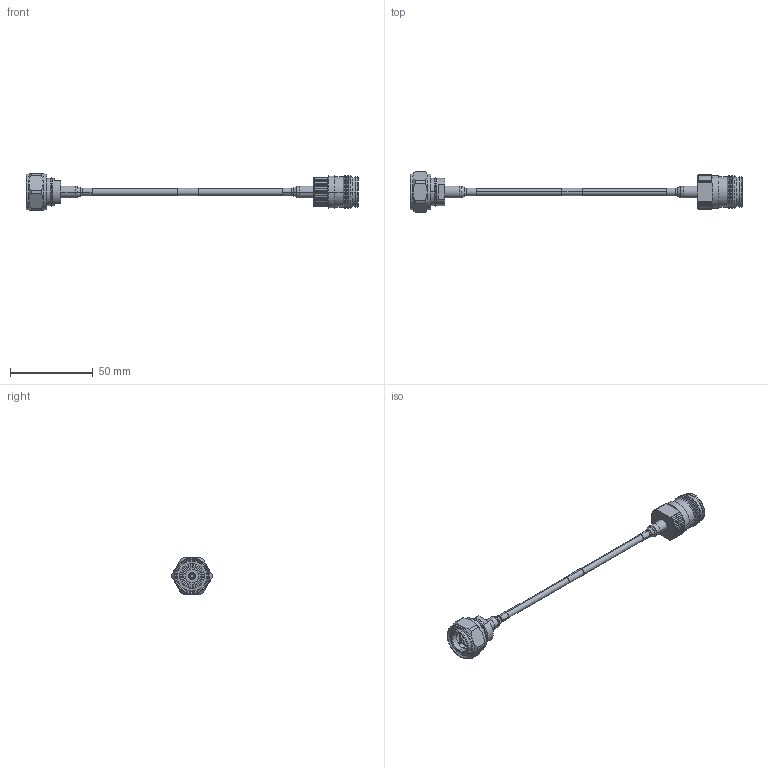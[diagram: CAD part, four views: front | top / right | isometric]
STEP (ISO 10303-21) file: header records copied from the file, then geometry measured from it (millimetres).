
FILE_DESCRIPTION (( 'STEP AP214' ), '1' );
FILE_NAME ('PE3C7986.STEP', '2021-04-08T21:43:14', ( '' ), ( '' ), 'SwSTEP 2.0', 'SolidWorks 2020', '' );
FILE_SCHEMA (( 'AUTOMOTIVE_DESIGN' ));
Length unit declared in the file: inch
Products named in the file (5): TC-402-4310F-LP-PE; TFT-402-LF_WITH LABEL; TFT-402-MA1; PE3C7986; TC-402-4310M-LP-PE_no parts
Assembly tree (5 placements, depth 2):
  PE3C7986
    TFT-402-LF_WITH LABEL
    TFT-402-MA1  x2
    TC-402-4310F-LP-PE
    TC-402-4310M-LP-PE_no parts
Bounding box: 201.2 x 24.49 x 22 mm (x, y, z)
Volume: 13253.8 mm3; surface area: 12344.4 mm2
Topology: 9 solids, 9 shells, 599 faces, 1487 edges, 933 vertices
Faces by surface type: plane 192, cylinder 180, cone 149, torus 78
Entity records: 18427 total; most frequent: CARTESIAN_POINT 4353, DIRECTION 2941, ORIENTED_EDGE 2882, EDGE_CURVE 1441, AXIS2_PLACEMENT_3D 1195, VERTEX_POINT 909, EDGE_LOOP 614, CIRCLE 610
